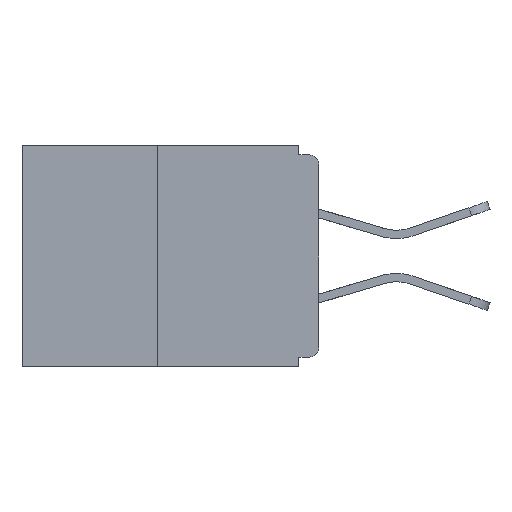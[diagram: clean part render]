
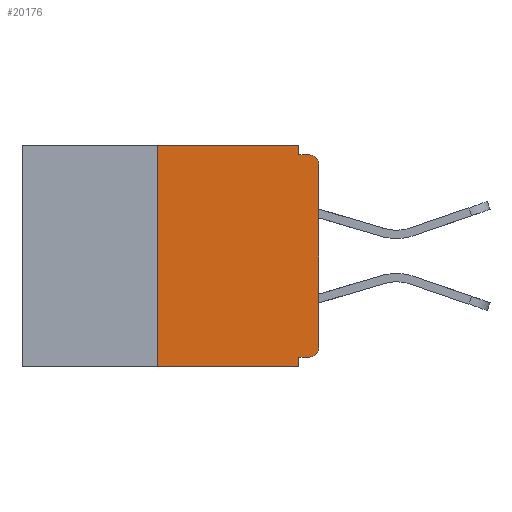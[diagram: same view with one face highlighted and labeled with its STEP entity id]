
A CAD part, left-side view. The second image highlights one B-rep face of the part: STEP entity #20176.
In plain terms, the highlighted planar face has unit normal (-1, 0, 0).
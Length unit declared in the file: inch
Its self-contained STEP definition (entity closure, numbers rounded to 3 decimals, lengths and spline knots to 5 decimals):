
#459 = CARTESIAN_POINT ( 'NONE',  ( 0., 0.031, -0.328 ) ) ;
#654 = AXIS2_PLACEMENT_3D ( 'NONE', #10595, #15081, #6086 ) ;
#658 = LINE ( 'NONE', #8051, #25086 ) ;
#900 = CARTESIAN_POINT ( 'NONE',  ( 0., 0.25, 0. ) ) ;
#1447 = VECTOR ( 'NONE', #22109, 39.37008 ) ;
#1785 = CARTESIAN_POINT ( 'NONE',  ( 0., 0.25, -0.343 ) ) ;
#1966 = VECTOR ( 'NONE', #7601, 39.37008 ) ;
#2246 = AXIS2_PLACEMENT_3D ( 'NONE', #10808, #28791, #21918 ) ;
#2856 = EDGE_CURVE ( 'NONE', #18917, #22897, #10289, .T. ) ;
#3367 = EDGE_CURVE ( 'NONE', #20069, #13822, #8069, .T. ) ;
#3606 = EDGE_CURVE ( 'NONE', #24754, #16438, #14513, .T. ) ;
#3732 = CARTESIAN_POINT ( 'NONE',  ( 0., 0., -0.313 ) ) ;
#4929 = LINE ( 'NONE', #10125, #29361 ) ;
#5030 = VERTEX_POINT ( 'NONE', #29261 ) ;
#5589 = ORIENTED_EDGE ( 'NONE', *, *, #2856, .F. ) ;
#5609 = DIRECTION ( 'NONE',  ( 0., 1., 0. ) ) ;
#5850 = VERTEX_POINT ( 'NONE', #11519 ) ;
#6086 = DIRECTION ( 'NONE',  ( 0., 0., -1. ) ) ;
#6319 = EDGE_CURVE ( 'NONE', #16705, #5850, #14727, .T. ) ;
#6372 = CARTESIAN_POINT ( 'NONE',  ( 0., 0.031, -0.343 ) ) ;
#6747 = EDGE_CURVE ( 'NONE', #23829, #20069, #11164, .T. ) ;
#7253 = LINE ( 'NONE', #25686, #26635 ) ;
#7601 = DIRECTION ( 'NONE',  ( 0., 0., 1. ) ) ;
#8051 = CARTESIAN_POINT ( 'NONE',  ( 0., 0.46, 0. ) ) ;
#8069 = LINE ( 'NONE', #11930, #1966 ) ;
#8647 = EDGE_CURVE ( 'NONE', #13822, #5030, #15953, .T. ) ;
#9513 = DIRECTION ( 'NONE',  ( 0., -1., 0. ) ) ;
#10125 = CARTESIAN_POINT ( 'NONE',  ( 0., 0., -0.328 ) ) ;
#10289 = LINE ( 'NONE', #900, #21745 ) ;
#10595 = CARTESIAN_POINT ( 'NONE',  ( 0., 0.015, -0.313 ) ) ;
#10686 = FACE_OUTER_BOUND ( 'NONE', #18572, .T. ) ;
#10808 = CARTESIAN_POINT ( 'NONE',  ( 0., 0.015, -0.03 ) ) ;
#11161 = PLANE ( 'NONE',  #25608 ) ;
#11164 = CIRCLE ( 'NONE', #654, 0.015 ) ;
#11352 = DIRECTION ( 'NONE',  ( 0., 0., -1. ) ) ;
#11519 = CARTESIAN_POINT ( 'NONE',  ( 0., 0.031, -0.343 ) ) ;
#11930 = CARTESIAN_POINT ( 'NONE',  ( 0., 0., 0. ) ) ;
#12308 = LINE ( 'NONE', #13968, #20575 ) ;
#12355 = EDGE_CURVE ( 'NONE', #22897, #24754, #658, .T. ) ;
#13822 = VERTEX_POINT ( 'NONE', #16656 ) ;
#13968 = CARTESIAN_POINT ( 'NONE',  ( 0., 0.46, -0.343 ) ) ;
#14059 = ORIENTED_EDGE ( 'NONE', *, *, #12355, .F. ) ;
#14513 = LINE ( 'NONE', #20170, #27469 ) ;
#14727 = LINE ( 'NONE', #6372, #1447 ) ;
#14730 = ORIENTED_EDGE ( 'NONE', *, *, #3606, .F. ) ;
#14761 = DIRECTION ( 'NONE',  ( 0., -1., 0. ) ) ;
#14954 = ORIENTED_EDGE ( 'NONE', *, *, #8647, .T. ) ;
#15081 = DIRECTION ( 'NONE',  ( -1., 0., 0. ) ) ;
#15621 = DIRECTION ( 'NONE',  ( 1., 0., 0. ) ) ;
#15953 = CIRCLE ( 'NONE', #2246, 0.015 ) ;
#16438 = VERTEX_POINT ( 'NONE', #27645 ) ;
#16656 = CARTESIAN_POINT ( 'NONE',  ( 0., 0., -0.03 ) ) ;
#16705 = VERTEX_POINT ( 'NONE', #459 ) ;
#16816 = ORIENTED_EDGE ( 'NONE', *, *, #25038, .T. ) ;
#17824 = ORIENTED_EDGE ( 'NONE', *, *, #6747, .T. ) ;
#18086 = CARTESIAN_POINT ( 'NONE',  ( 0., 0.25, 0. ) ) ;
#18572 = EDGE_LOOP ( 'NONE', ( #14059, #5589, #16816, #18701, #22533, #17824, #24800, #14954, #21076, #14730 ) ) ;
#18701 = ORIENTED_EDGE ( 'NONE', *, *, #6319, .F. ) ;
#18917 = VERTEX_POINT ( 'NONE', #1785 ) ;
#19364 = DIRECTION ( 'NONE',  ( 0., -1., 0. ) ) ;
#20069 = VERTEX_POINT ( 'NONE', #3732 ) ;
#20170 = CARTESIAN_POINT ( 'NONE',  ( 0., 0.031, 0. ) ) ;
#20176 = ADVANCED_FACE ( 'NONE', ( #10686 ), #11161, .F. ) ;
#20475 = EDGE_CURVE ( 'NONE', #23829, #16705, #4929, .T. ) ;
#20575 = VECTOR ( 'NONE', #19364, 39.37008 ) ;
#21076 = ORIENTED_EDGE ( 'NONE', *, *, #25699, .F. ) ;
#21745 = VECTOR ( 'NONE', #23893, 39.37008 ) ;
#21918 = DIRECTION ( 'NONE',  ( 0., 0., -1. ) ) ;
#22107 = CARTESIAN_POINT ( 'NONE',  ( 0., 0.031, 0. ) ) ;
#22109 = DIRECTION ( 'NONE',  ( 0., 0., -1. ) ) ;
#22533 = ORIENTED_EDGE ( 'NONE', *, *, #20475, .F. ) ;
#22779 = CARTESIAN_POINT ( 'NONE',  ( 0., 0.46, 0. ) ) ;
#22897 = VERTEX_POINT ( 'NONE', #18086 ) ;
#23160 = CARTESIAN_POINT ( 'NONE',  ( 0., 0.015, -0.328 ) ) ;
#23829 = VERTEX_POINT ( 'NONE', #23160 ) ;
#23893 = DIRECTION ( 'NONE',  ( 0., 0., 1. ) ) ;
#24754 = VERTEX_POINT ( 'NONE', #22107 ) ;
#24800 = ORIENTED_EDGE ( 'NONE', *, *, #3367, .T. ) ;
#25038 = EDGE_CURVE ( 'NONE', #18917, #5850, #12308, .T. ) ;
#25086 = VECTOR ( 'NONE', #14761, 39.37008 ) ;
#25608 = AXIS2_PLACEMENT_3D ( 'NONE', #22779, #15621, #11352 ) ;
#25686 = CARTESIAN_POINT ( 'NONE',  ( 0., 0., -0.015 ) ) ;
#25699 = EDGE_CURVE ( 'NONE', #16438, #5030, #7253, .T. ) ;
#26635 = VECTOR ( 'NONE', #9513, 39.37008 ) ;
#26819 = DIRECTION ( 'NONE',  ( 0., 0., -1. ) ) ;
#27469 = VECTOR ( 'NONE', #26819, 39.37008 ) ;
#27645 = CARTESIAN_POINT ( 'NONE',  ( 0., 0.031, -0.015 ) ) ;
#28791 = DIRECTION ( 'NONE',  ( -1., 0., 0. ) ) ;
#29261 = CARTESIAN_POINT ( 'NONE',  ( 0., 0.015, -0.015 ) ) ;
#29361 = VECTOR ( 'NONE', #5609, 39.37008 ) ;
